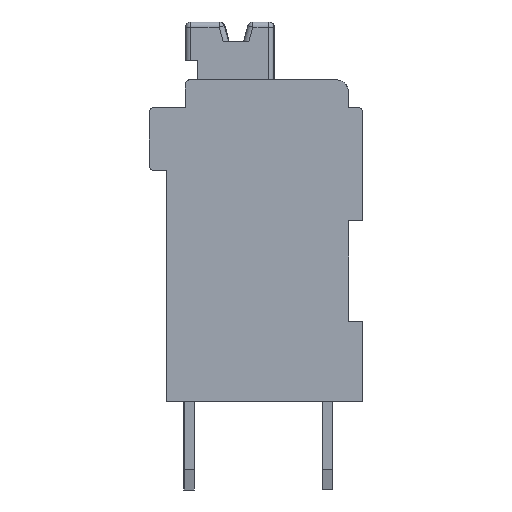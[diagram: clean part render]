
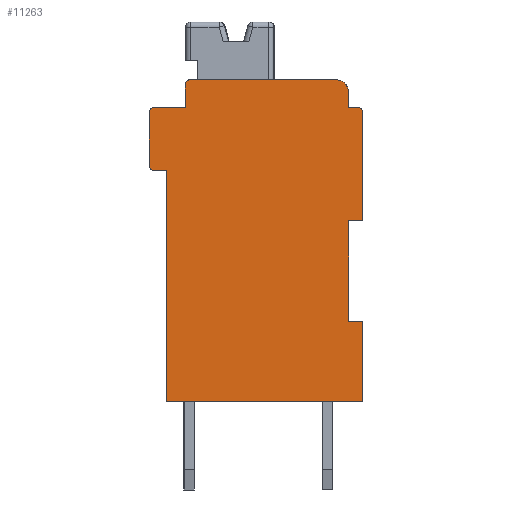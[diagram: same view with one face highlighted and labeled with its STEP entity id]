
A CAD part, left-side view. The second image highlights one B-rep face of the part: STEP entity #11263.
In plain terms, the highlighted planar face has unit normal (-1, 0, 0).
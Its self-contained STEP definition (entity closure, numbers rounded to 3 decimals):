
#284=PLANE('',#11973);
#652=CIRCLE('',#11939,0.5);
#654=CIRCLE('',#11943,0.2);
#668=CIRCLE('',#11974,0.2);
#669=CIRCLE('',#11975,0.2);
#670=CIRCLE('',#11976,0.2);
#1637=ORIENTED_EDGE('',*,*,#4841,.F.);
#1638=ORIENTED_EDGE('',*,*,#4767,.T.);
#1639=ORIENTED_EDGE('',*,*,#4762,.F.);
#1640=ORIENTED_EDGE('',*,*,#4774,.T.);
#1641=ORIENTED_EDGE('',*,*,#4772,.F.);
#1642=ORIENTED_EDGE('',*,*,#4818,.F.);
#1643=ORIENTED_EDGE('',*,*,#4877,.T.);
#1644=ORIENTED_EDGE('',*,*,#4810,.F.);
#1645=ORIENTED_EDGE('',*,*,#4878,.T.);
#1646=ORIENTED_EDGE('',*,*,#4807,.F.);
#1647=ORIENTED_EDGE('',*,*,#4442,.F.);
#1648=ORIENTED_EDGE('',*,*,#4792,.F.);
#1649=ORIENTED_EDGE('',*,*,#4800,.F.);
#1650=ORIENTED_EDGE('',*,*,#4806,.F.);
#1651=ORIENTED_EDGE('',*,*,#4862,.F.);
#1652=ORIENTED_EDGE('',*,*,#4802,.F.);
#1653=ORIENTED_EDGE('',*,*,#4461,.F.);
#1654=ORIENTED_EDGE('',*,*,#4879,.T.);
#1655=ORIENTED_EDGE('',*,*,#4842,.F.);
#4442=EDGE_CURVE('',#6122,#6123,#7198,.T.);
#4461=EDGE_CURVE('',#6134,#6135,#7217,.T.);
#4762=EDGE_CURVE('',#6389,#6390,#7500,.T.);
#4767=EDGE_CURVE('',#6394,#6390,#652,.F.);
#4772=EDGE_CURVE('',#6398,#6395,#7507,.T.);
#4774=EDGE_CURVE('',#6389,#6395,#654,.F.);
#4792=EDGE_CURVE('',#6412,#6122,#7525,.T.);
#4800=EDGE_CURVE('',#6417,#6412,#7533,.T.);
#4802=EDGE_CURVE('',#6135,#6419,#7535,.T.);
#4806=EDGE_CURVE('',#6421,#6417,#7539,.T.);
#4807=EDGE_CURVE('',#6123,#6422,#7540,.T.);
#4810=EDGE_CURVE('',#6423,#6424,#7543,.T.);
#4818=EDGE_CURVE('',#6427,#6398,#7548,.T.);
#4841=EDGE_CURVE('',#6394,#6439,#7561,.T.);
#4842=EDGE_CURVE('',#6439,#6440,#7562,.T.);
#4862=EDGE_CURVE('',#6419,#6421,#7582,.T.);
#4877=EDGE_CURVE('',#6427,#6424,#668,.F.);
#4878=EDGE_CURVE('',#6423,#6422,#669,.F.);
#4879=EDGE_CURVE('',#6134,#6440,#670,.F.);
#6122=VERTEX_POINT('',#16220);
#6123=VERTEX_POINT('',#16222);
#6134=VERTEX_POINT('',#16255);
#6135=VERTEX_POINT('',#16257);
#6389=VERTEX_POINT('',#16879);
#6390=VERTEX_POINT('',#16881);
#6394=VERTEX_POINT('',#16895);
#6395=VERTEX_POINT('',#16899);
#6398=VERTEX_POINT('',#16904);
#6412=VERTEX_POINT('',#16944);
#6417=VERTEX_POINT('',#16960);
#6419=VERTEX_POINT('',#16966);
#6421=VERTEX_POINT('',#16972);
#6422=VERTEX_POINT('',#16976);
#6423=VERTEX_POINT('',#16980);
#6424=VERTEX_POINT('',#16982);
#6427=VERTEX_POINT('',#16993);
#6439=VERTEX_POINT('',#17028);
#6440=VERTEX_POINT('',#17033);
#7198=LINE('',#16221,#8561);
#7217=LINE('',#16256,#8580);
#7500=LINE('',#16880,#8863);
#7507=LINE('',#16905,#8870);
#7525=LINE('',#16945,#8888);
#7533=LINE('',#16961,#8896);
#7535=LINE('',#16965,#8898);
#7539=LINE('',#16973,#8902);
#7540=LINE('',#16975,#8903);
#7543=LINE('',#16981,#8906);
#7548=LINE('',#16994,#8911);
#7561=LINE('',#17030,#8924);
#7562=LINE('',#17032,#8925);
#7582=LINE('',#17064,#8945);
#8561=VECTOR('',#12945,1000.);
#8580=VECTOR('',#12972,1000.);
#8863=VECTOR('',#13391,1000.);
#8870=VECTOR('',#13406,1000.);
#8888=VECTOR('',#13440,1000.);
#8896=VECTOR('',#13454,1000.);
#8898=VECTOR('',#13458,1000.);
#8902=VECTOR('',#13464,1000.);
#8903=VECTOR('',#13467,1000.);
#8906=VECTOR('',#13472,1000.);
#8911=VECTOR('',#13485,1000.);
#8924=VECTOR('',#13520,1000.);
#8925=VECTOR('',#13523,1000.);
#8945=VECTOR('',#13545,1000.);
#9883=EDGE_LOOP('',(#1637,#1638,#1639,#1640,#1641,#1642,#1643,#1644,#1645,
#1646,#1647,#1648,#1649,#1650,#1651,#1652,#1653,#1654,#1655));
#10506=FACE_BOUND('',#9883,.T.);
#11263=ADVANCED_FACE('',(#10506),#284,.F.);
#11939=AXIS2_PLACEMENT_3D('',#16894,#13398,#13399);
#11943=AXIS2_PLACEMENT_3D('',#16908,#13411,#13412);
#11973=AXIS2_PLACEMENT_3D('',#17085,#13560,#13561);
#11974=AXIS2_PLACEMENT_3D('',#17086,#13562,#13563);
#11975=AXIS2_PLACEMENT_3D('',#17087,#13564,#13565);
#11976=AXIS2_PLACEMENT_3D('',#17088,#13566,#13567);
#12945=DIRECTION('',(0.,0.,1.));
#12972=DIRECTION('',(0.,0.,-1.));
#13391=DIRECTION('',(0.,-1.,0.));
#13398=DIRECTION('',(1.,0.,0.));
#13399=DIRECTION('',(0.,0.,-1.));
#13406=DIRECTION('',(0.,0.,1.));
#13411=DIRECTION('',(1.,0.,0.));
#13412=DIRECTION('',(0.,0.,-1.));
#13440=DIRECTION('',(0.,1.,0.));
#13454=DIRECTION('',(0.,0.,-1.));
#13458=DIRECTION('',(0.,1.,0.));
#13464=DIRECTION('',(0.,-1.,0.));
#13467=DIRECTION('',(0.,1.,0.));
#13472=DIRECTION('',(0.,0.,1.));
#13485=DIRECTION('',(0.,-1.,0.));
#13520=DIRECTION('',(0.,0.,-1.));
#13523=DIRECTION('',(0.,-1.,0.));
#13545=DIRECTION('',(0.,0.,-1.));
#13560=DIRECTION('',(1.,0.,0.));
#13561=DIRECTION('',(0.,0.,-1.));
#13562=DIRECTION('',(1.,0.,0.));
#13563=DIRECTION('',(0.,0.,-1.));
#13564=DIRECTION('',(1.,0.,0.));
#13565=DIRECTION('',(0.,0.,-1.));
#13566=DIRECTION('',(1.,0.,0.));
#13567=DIRECTION('',(0.,0.,-1.));
#16220=CARTESIAN_POINT('',(-7.35,3.98,-5.2));
#16221=CARTESIAN_POINT('',(-7.35,3.98,4.));
#16222=CARTESIAN_POINT('',(-7.35,3.98,4.));
#16255=CARTESIAN_POINT('',(-7.35,-3.82,6.3));
#16256=CARTESIAN_POINT('',(-7.35,-3.82,6.5));
#16257=CARTESIAN_POINT('',(-7.35,-3.82,2.));
#16879=CARTESIAN_POINT('',(-7.35,3.05,7.6));
#16880=CARTESIAN_POINT('',(-7.35,3.25,7.6));
#16881=CARTESIAN_POINT('',(-7.35,-2.75,7.6));
#16894=CARTESIAN_POINT('',(-7.35,-2.75,7.1));
#16895=CARTESIAN_POINT('',(-7.35,-3.25,7.1));
#16899=CARTESIAN_POINT('',(-7.35,3.25,7.4));
#16904=CARTESIAN_POINT('',(-7.35,3.25,6.5));
#16905=CARTESIAN_POINT('',(-7.35,3.25,7.6));
#16908=CARTESIAN_POINT('',(-7.35,3.05,7.4));
#16944=CARTESIAN_POINT('',(-7.35,-3.82,-5.2));
#16945=CARTESIAN_POINT('',(-7.35,-3.82,-5.2));
#16960=CARTESIAN_POINT('',(-7.35,-3.82,-2.));
#16961=CARTESIAN_POINT('',(-7.35,-3.82,-2.));
#16965=CARTESIAN_POINT('',(-7.35,-3.82,2.));
#16966=CARTESIAN_POINT('',(-7.35,-3.25,2.));
#16972=CARTESIAN_POINT('',(-7.35,-3.25,-2.));
#16973=CARTESIAN_POINT('',(-7.35,-3.25,-2.));
#16975=CARTESIAN_POINT('',(-7.35,4.68,4.));
#16976=CARTESIAN_POINT('',(-7.35,4.48,4.));
#16980=CARTESIAN_POINT('',(-7.35,4.68,4.2));
#16981=CARTESIAN_POINT('',(-7.35,4.68,4.));
#16982=CARTESIAN_POINT('',(-7.35,4.68,6.3));
#16993=CARTESIAN_POINT('',(-7.35,4.48,6.5));
#16994=CARTESIAN_POINT('',(-7.35,3.25,6.5));
#17028=CARTESIAN_POINT('',(-7.35,-3.25,6.5));
#17030=CARTESIAN_POINT('',(-7.35,-3.25,6.5));
#17032=CARTESIAN_POINT('',(-7.35,-3.82,6.5));
#17033=CARTESIAN_POINT('',(-7.35,-3.62,6.5));
#17064=CARTESIAN_POINT('',(-7.35,-3.25,2.));
#17085=CARTESIAN_POINT('',(-7.35,0.,0.));
#17086=CARTESIAN_POINT('',(-7.35,4.48,6.3));
#17087=CARTESIAN_POINT('',(-7.35,4.48,4.2));
#17088=CARTESIAN_POINT('',(-7.35,-3.62,6.3));
